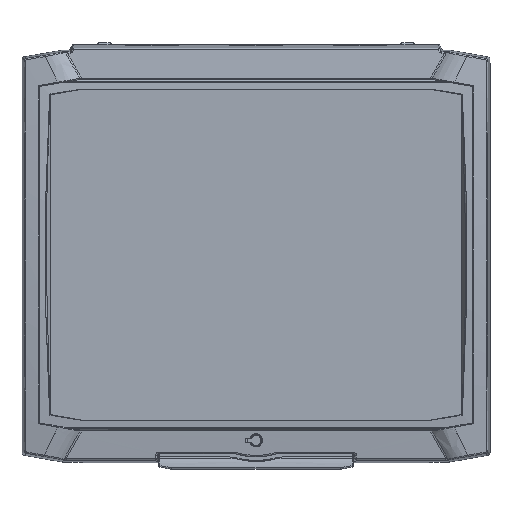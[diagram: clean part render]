
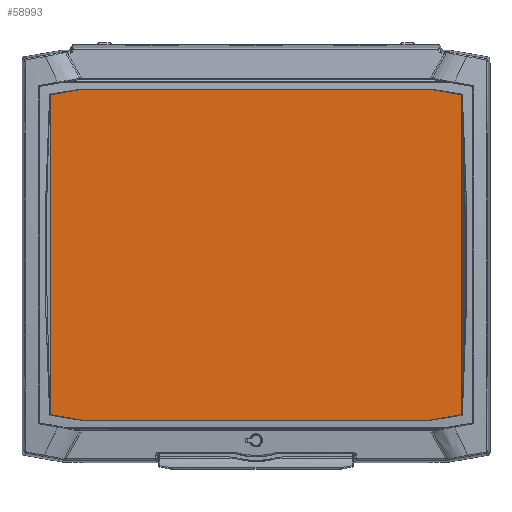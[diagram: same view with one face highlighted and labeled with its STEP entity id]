
A CAD part, top view. The second image highlights one B-rep face of the part: STEP entity #58993.
In plain terms, the highlighted planar face has unit normal (0, 0, 1).
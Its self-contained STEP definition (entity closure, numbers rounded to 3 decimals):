
#2819=PLANE('',#64901);
#6619=LINE('',#135082,#11472);
#6624=LINE('',#135125,#11477);
#6673=LINE('',#136892,#11526);
#6674=LINE('',#136971,#11527);
#6677=LINE('',#137065,#11530);
#6678=LINE('',#137144,#11531);
#7674=LINE('',#141927,#12527);
#7675=LINE('',#141928,#12528);
#11472=VECTOR('',#78702,221.418);
#11477=VECTOR('',#78715,221.418);
#11526=VECTOR('',#79022,21.832);
#11527=VECTOR('',#79031,21.832);
#11530=VECTOR('',#79040,21.832);
#11531=VECTOR('',#79049,21.832);
#12527=VECTOR('',#81357,242.);
#12528=VECTOR('',#81358,242.);
#17313=FACE_OUTER_BOUND('',#21074,.T.);
#21074=EDGE_LOOP('',(#55195,#55196,#55197,#55198,#55199,#55200,#55201,#55202));
#28592=VERTEX_POINT('',#135079);
#28593=VERTEX_POINT('',#135081);
#28600=VERTEX_POINT('',#135122);
#28601=VERTEX_POINT('',#135124);
#28696=VERTEX_POINT('',#136890);
#28698=VERTEX_POINT('',#136970);
#28700=VERTEX_POINT('',#137063);
#28702=VERTEX_POINT('',#137143);
#36628=EDGE_CURVE('',#28593,#28592,#6619,.T.);
#36637=EDGE_CURVE('',#28601,#28600,#6624,.T.);
#36798=EDGE_CURVE('',#28592,#28696,#6673,.T.);
#36802=EDGE_CURVE('',#28698,#28593,#6674,.T.);
#36808=EDGE_CURVE('',#28600,#28700,#6677,.T.);
#36812=EDGE_CURVE('',#28702,#28601,#6678,.T.);
#38073=EDGE_CURVE('',#28696,#28702,#7674,.T.);
#38074=EDGE_CURVE('',#28700,#28698,#7675,.T.);
#55195=ORIENTED_EDGE('',*,*,#36628,.T.);
#55196=ORIENTED_EDGE('',*,*,#36798,.T.);
#55197=ORIENTED_EDGE('',*,*,#38073,.T.);
#55198=ORIENTED_EDGE('',*,*,#36812,.T.);
#55199=ORIENTED_EDGE('',*,*,#36637,.T.);
#55200=ORIENTED_EDGE('',*,*,#36808,.T.);
#55201=ORIENTED_EDGE('',*,*,#38074,.T.);
#55202=ORIENTED_EDGE('',*,*,#36802,.T.);
#58993=ADVANCED_FACE('',(#17313),#2819,.T.);
#64901=AXIS2_PLACEMENT_3D('',#141926,#81355,#81356);
#78702=DIRECTION('',(0.,1.,0.));
#78715=DIRECTION('',(0.,-1.,0.));
#79022=DIRECTION('',(-0.985,0.174,0.));
#79031=DIRECTION('',(0.985,0.174,0.));
#79040=DIRECTION('',(0.985,-0.174,0.));
#79049=DIRECTION('',(-0.985,-0.174,0.));
#81355=DIRECTION('center_axis',(0.,0.,1.));
#81356=DIRECTION('ref_axis',(1.,0.,0.));
#81357=DIRECTION('',(-1.,0.,0.));
#81358=DIRECTION('',(1.,0.,0.));
#135079=CARTESIAN_POINT('',(142.5,110.709,16.2));
#135081=CARTESIAN_POINT('',(142.5,-110.709,16.2));
#135082=CARTESIAN_POINT('',(142.5,-110.709,16.2));
#135122=CARTESIAN_POINT('',(-142.5,-110.709,16.2));
#135124=CARTESIAN_POINT('',(-142.5,110.709,16.2));
#135125=CARTESIAN_POINT('',(-142.5,110.709,16.2));
#136890=CARTESIAN_POINT('',(121.,114.5,16.2));
#136892=CARTESIAN_POINT('',(142.5,110.709,16.2));
#136970=CARTESIAN_POINT('',(121.,-114.5,16.2));
#136971=CARTESIAN_POINT('',(121.,-114.5,16.2));
#137063=CARTESIAN_POINT('',(-121.,-114.5,16.2));
#137065=CARTESIAN_POINT('',(-142.5,-110.709,16.2));
#137143=CARTESIAN_POINT('',(-121.,114.5,16.2));
#137144=CARTESIAN_POINT('',(-121.,114.5,16.2));
#141926=CARTESIAN_POINT('Origin',(0.,0.,16.2));
#141927=CARTESIAN_POINT('',(121.,114.5,16.2));
#141928=CARTESIAN_POINT('',(-121.,-114.5,16.2));
